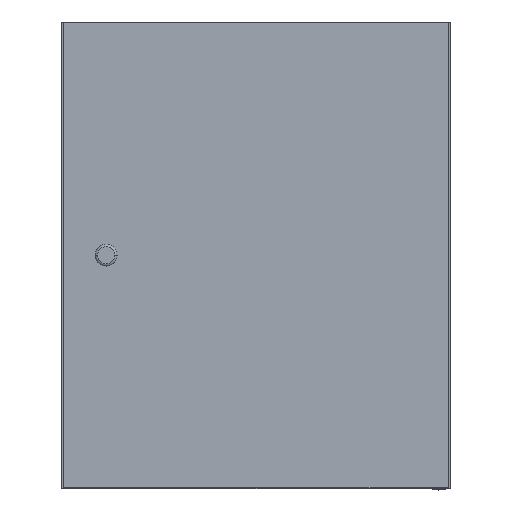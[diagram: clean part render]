
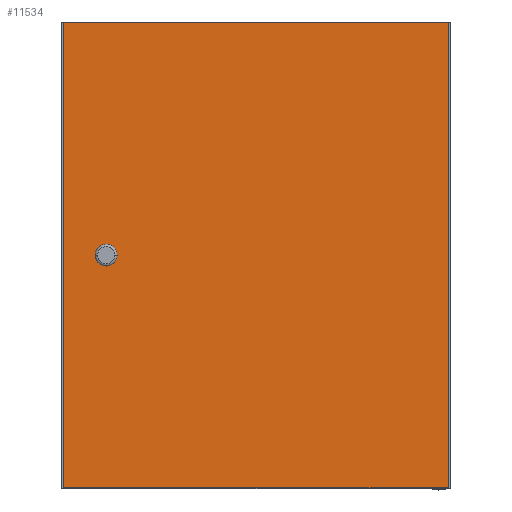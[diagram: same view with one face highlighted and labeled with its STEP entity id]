
A CAD part, top view. The second image highlights one B-rep face of the part: STEP entity #11534.
In plain terms, the highlighted face is planar.
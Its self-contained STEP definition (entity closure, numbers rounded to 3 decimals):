
#115 = EDGE_CURVE ( 'NONE', #2525, #2527, #6973, .T. ) ;
#283 = EDGE_LOOP ( 'NONE', ( #5467, #8382 ) ) ;
#1031 = CARTESIAN_POINT ( 'NONE',  ( 0., 0., 0. ) ) ;
#1140 = LINE ( 'NONE', #2963, #11412 ) ;
#1271 = CIRCLE ( 'NONE', #9705, 14. ) ;
#1752 = ORIENTED_EDGE ( 'NONE', *, *, #2371, .F. ) ;
#2183 = CARTESIAN_POINT ( 'NONE',  ( -247.5, 299.25, 0. ) ) ;
#2199 = DIRECTION ( 'NONE',  ( -1., 0., 0. ) ) ;
#2371 = EDGE_CURVE ( 'NONE', #4265, #2525, #1140, .T. ) ;
#2525 = VERTEX_POINT ( 'NONE', #2183 ) ;
#2527 = VERTEX_POINT ( 'NONE', #8860 ) ;
#2602 = AXIS2_PLACEMENT_3D ( 'NONE', #10922, #3410, #9888 ) ;
#2882 = VERTEX_POINT ( 'NONE', #3299 ) ;
#2924 = DIRECTION ( 'NONE',  ( 0., 0., -1. ) ) ;
#2963 = CARTESIAN_POINT ( 'NONE',  ( 247.5, 299.25, 0. ) ) ;
#3299 = CARTESIAN_POINT ( 'NONE',  ( 178.5, 0., 0. ) ) ;
#3410 = DIRECTION ( 'NONE',  ( 0., 0., -1. ) ) ;
#3633 = AXIS2_PLACEMENT_3D ( 'NONE', #1031, #2924, #2199 ) ;
#3690 = ORIENTED_EDGE ( 'NONE', *, *, #115, .F. ) ;
#4265 = VERTEX_POINT ( 'NONE', #9766 ) ;
#4466 = CARTESIAN_POINT ( 'NONE',  ( 247.5, -299.25, 0. ) ) ;
#4512 = CARTESIAN_POINT ( 'NONE',  ( 247.5, 299.25, 0. ) ) ;
#4722 = EDGE_CURVE ( 'NONE', #2527, #10569, #11188, .T. ) ;
#4814 = FACE_BOUND ( 'NONE', #283, .T. ) ;
#4991 = ORIENTED_EDGE ( 'NONE', *, *, #4722, .F. ) ;
#5068 = EDGE_CURVE ( 'NONE', #10569, #4265, #11960, .T. ) ;
#5467 = ORIENTED_EDGE ( 'NONE', *, *, #9204, .F. ) ;
#5667 = DIRECTION ( 'NONE',  ( -1., 0., 0. ) ) ;
#5973 = VECTOR ( 'NONE', #11598, 1000. ) ;
#6227 = CARTESIAN_POINT ( 'NONE',  ( -247.5, 299.25, 0. ) ) ;
#6318 = CIRCLE ( 'NONE', #2602, 14. ) ;
#6435 = ORIENTED_EDGE ( 'NONE', *, *, #5068, .F. ) ;
#6973 = LINE ( 'NONE', #6227, #5973 ) ;
#7210 = CARTESIAN_POINT ( 'NONE',  ( 206.5, 0., 0. ) ) ;
#7435 = DIRECTION ( 'NONE',  ( -1., 0., 0. ) ) ;
#7685 = VERTEX_POINT ( 'NONE', #7210 ) ;
#7694 = PLANE ( 'NONE',  #3633 ) ;
#7740 = DIRECTION ( 'NONE',  ( 0., 0., -1. ) ) ;
#8259 = DIRECTION ( 'NONE',  ( 0., 1., 0. ) ) ;
#8277 = DIRECTION ( 'NONE',  ( 1., 0., 0. ) ) ;
#8382 = ORIENTED_EDGE ( 'NONE', *, *, #9835, .F. ) ;
#8860 = CARTESIAN_POINT ( 'NONE',  ( -247.5, -299.25, 0. ) ) ;
#9204 = EDGE_CURVE ( 'NONE', #7685, #2882, #1271, .T. ) ;
#9507 = VECTOR ( 'NONE', #8277, 1000. ) ;
#9705 = AXIS2_PLACEMENT_3D ( 'NONE', #11455, #7740, #5667 ) ;
#9766 = CARTESIAN_POINT ( 'NONE',  ( 247.5, 299.25, 0. ) ) ;
#9835 = EDGE_CURVE ( 'NONE', #2882, #7685, #6318, .T. ) ;
#9888 = DIRECTION ( 'NONE',  ( -1., 0., 0. ) ) ;
#10044 = CARTESIAN_POINT ( 'NONE',  ( 247.5, -299.25, 0. ) ) ;
#10371 = VECTOR ( 'NONE', #8259, 1000. ) ;
#10556 = FACE_OUTER_BOUND ( 'NONE', #11807, .T. ) ;
#10569 = VERTEX_POINT ( 'NONE', #10044 ) ;
#10922 = CARTESIAN_POINT ( 'NONE',  ( 192.5, 0., 0. ) ) ;
#11188 = LINE ( 'NONE', #4466, #9507 ) ;
#11412 = VECTOR ( 'NONE', #7435, 1000. ) ;
#11455 = CARTESIAN_POINT ( 'NONE',  ( 192.5, 0., 0. ) ) ;
#11534 = ADVANCED_FACE ( 'NONE', ( #4814, #10556 ), #7694, .T. ) ;
#11598 = DIRECTION ( 'NONE',  ( 0., -1., 0. ) ) ;
#11807 = EDGE_LOOP ( 'NONE', ( #3690, #1752, #6435, #4991 ) ) ;
#11960 = LINE ( 'NONE', #4512, #10371 ) ;
